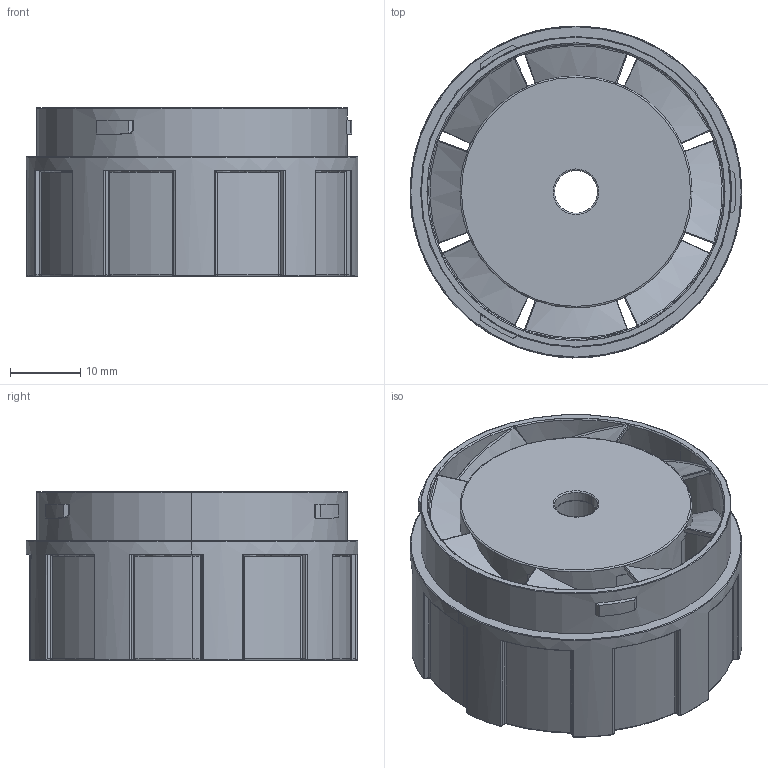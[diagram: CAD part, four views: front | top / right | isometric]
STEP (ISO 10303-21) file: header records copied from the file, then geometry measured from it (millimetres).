
FILE_DESCRIPTION (( 'STEP AP203' ), '1' );
FILE_NAME ('前端盖A-RT-自扣结构+改进-方案5.STEP', '2021-06-21T01:56:14', ( '' ), ( '' ), 'SwSTEP 2.0', 'SolidWorks 2021', '' );
FILE_SCHEMA (( 'CONFIG_CONTROL_DESIGN' ));
Length unit declared in the file: millimetre
Products named in the file (1): 前端盖A-RT-自扣结构+改进-方案5
Bounding box: 47.2 x 47.2 x 24 mm (x, y, z)
Volume: 10018.1 mm3; surface area: 13023.4 mm2
Topology: 1 solids, 1 shells, 946 faces, 2524 edges, 1507 vertices
Faces by surface type: cylinder 309, bspline 208, plane 201, torus 158, sphere 35, cone 35
Entity records: 34980 total; most frequent: CARTESIAN_POINT 13556, ORIENTED_EDGE 4904, DIRECTION 4160, EDGE_CURVE 2452, AXIS2_PLACEMENT_3D 1747, VERTEX_POINT 1501, CIRCLE 1008, EDGE_LOOP 957
